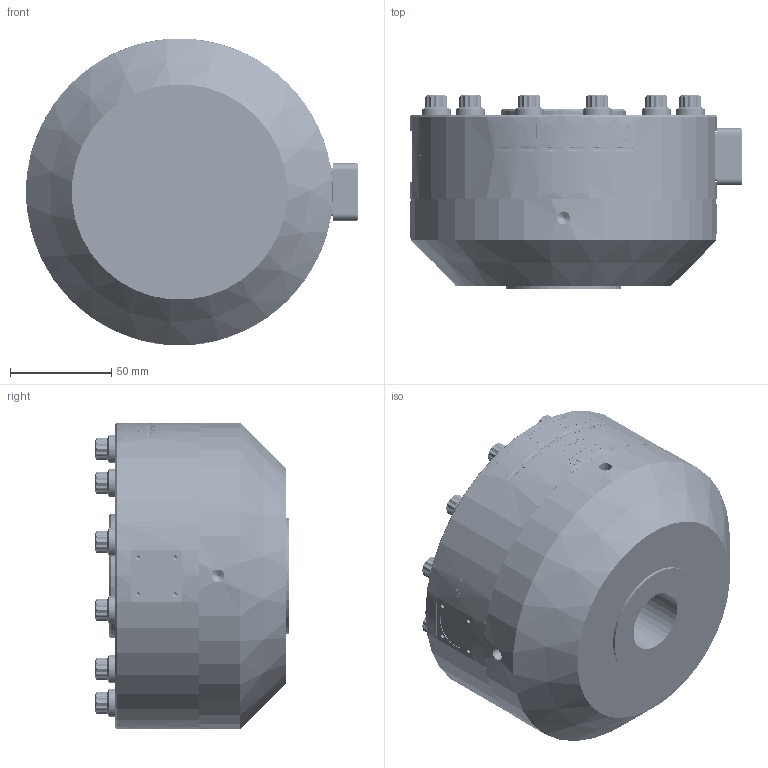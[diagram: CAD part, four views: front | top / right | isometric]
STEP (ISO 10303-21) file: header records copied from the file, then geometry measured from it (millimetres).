
FILE_DESCRIPTION(/* description */ (''),/* implementation_level */ '2;1');
FILE_NAME(/* name */ 'LCF505.506 - 1.25-12-3B.stp',/* time_stamp */ '2021-03-02T16:23:30-08:00',/* author */ ('ytzayam'),/* organization */ (''),/* preprocessor_version */ 'ST-DEVELOPER v18.1',/* originating_system */ 'Autodesk Inventor 2020',/* authorisation */ '');
FILE_SCHEMA (('AUTOMOTIVE_DESIGN { 1 0 10303 214 3 1 1 }'));
Length unit declared in the file: inch
Products named in the file (9): Assembly1; FM1964-H - M33x2-4H; FM1046-C; MCP02756; 91271A650_STEEL 12-POINT FLANGE HEAD CAP SCREW; MCP00806; FM2101-B; GOD00044-6PIN-BENDIX 851-02E10-6P; GOD00044 - 91251A106_BLACK-OXIDE ALLOY STEEL SOCKET HEAD CAP SCREW
Assembly tree (22 placements, depth 2):
  Assembly1
    FM1964-H - M33x2-4H
    FM1046-C
    MCP02756
    91271A650_STEEL 12-POINT FLANGE HEAD CAP SCREW  x12
    MCP00806
    FM2101-B
    GOD00044-6PIN-BENDIX 851-02E10-6P
    GOD00044 - 91251A106_BLACK-OXIDE ALLOY STEEL SOCKET HEAD CAP SCREW  x4
Bounding box: 164.34 x 95.63 x 151.89 mm (x, y, z)
Volume: 1404059.5 mm3; surface area: 174410.1 mm2
Topology: 22 solids, 22 shells, 2840 faces, 7782 edges, 5194 vertices
Faces by surface type: cylinder 1095, plane 1081, bspline 548, cone 114, torus 2
Full cylindrical faces by diameter (mm): 0.991 x6, 1.397 x6, 1.905 x6, 2.02 x36, 2.032 x9, 2.159 x8, 2.547 x3, 2.845 x36, 3.08 x4, 3.175 x5, 4.648 x4, 6.35 x4, 8.15 x288, 8.382 x12, 8.458 x2, 9.525 x288, 10.312 x12, 10.541 x1, 11.176 x1, 11.43 x1, 11.857 x1, 13.99 x1, 14.224 x12, 15.01 x1, 17.475 x1, 19.558 x2, 20.549 x2, 20.93 x1, 21.209 x2, 29.464 x1
Entity records: 70779 total; most frequent: CARTESIAN_POINT 32641, ORIENTED_EDGE 8610, DIRECTION 6265, EDGE_CURVE 4305, VERTEX_POINT 2894, AXIS2_PLACEMENT_3D 2102, LINE 2061, VECTOR 2061
